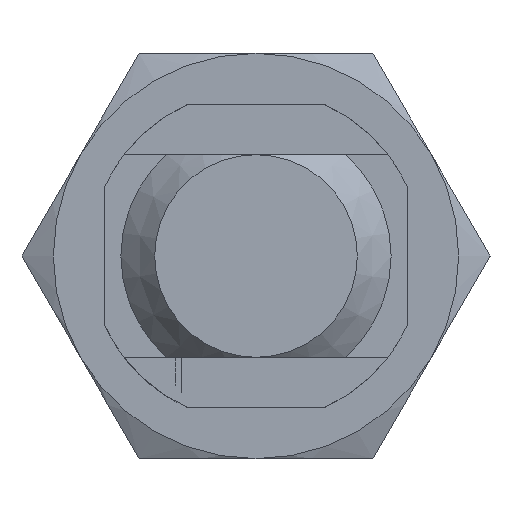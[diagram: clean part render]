
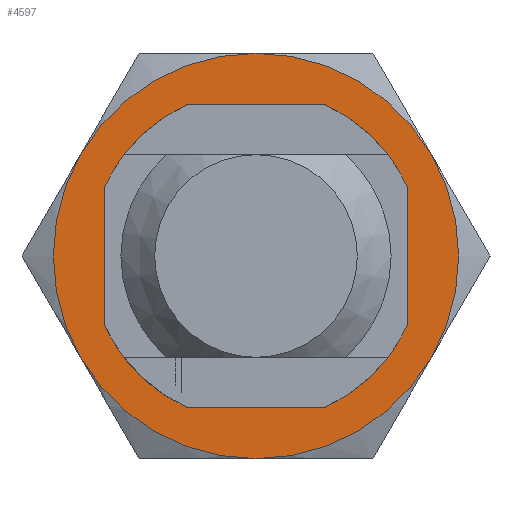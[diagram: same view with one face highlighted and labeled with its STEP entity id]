
A CAD part, left-side view. The second image highlights one B-rep face of the part: STEP entity #4597.
In plain terms, the highlighted planar face has unit normal (-1, 0, 0).
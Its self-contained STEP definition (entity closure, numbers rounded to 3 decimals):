
#4183=CARTESIAN_POINT('',(0.,0.,12.));
#4184=VERTEX_POINT('',#4183);
#4230=CARTESIAN_POINT('',(0.,10.392,6.));
#4231=VERTEX_POINT('',#4230);
#4277=CARTESIAN_POINT('',(0.,-10.392,6.));
#4278=VERTEX_POINT('',#4277);
#4379=CARTESIAN_POINT('',(0.,-0.,-8.));
#4380=VERTEX_POINT('',#4379);
#4387=CARTESIAN_POINT('',(0.,0.,8.));
#4388=VERTEX_POINT('',#4387);
#4389=CARTESIAN_POINT('',(0.,0.,0.));
#4390=DIRECTION('',(1.,0.,-0.));
#4391=DIRECTION('',(0.,0.,1.));
#4392=AXIS2_PLACEMENT_3D('',#4389,#4390,#4391);
#4393=CIRCLE('',#4392,8.);
#4394=EDGE_CURVE('',#4388,#4380,#4393,.T.);
#4501=CARTESIAN_POINT('',(0.,0.,0.));
#4502=DIRECTION('',(1.,0.,-0.));
#4503=DIRECTION('',(-0.,0.,-1.));
#4504=AXIS2_PLACEMENT_3D('',#4501,#4502,#4503);
#4505=CIRCLE('',#4504,12.);
#4506=EDGE_CURVE('',#4184,#4278,#4505,.T.);
#4516=CARTESIAN_POINT('',(0.,0.,0.));
#4517=DIRECTION('',(1.,0.,-0.));
#4518=DIRECTION('',(-0.,0.,-1.));
#4519=AXIS2_PLACEMENT_3D('',#4516,#4517,#4518);
#4520=CIRCLE('',#4519,12.);
#4521=EDGE_CURVE('',#4231,#4184,#4520,.T.);
#4533=CARTESIAN_POINT('',(0.,10.392,-6.));
#4534=VERTEX_POINT('',#4533);
#4535=CARTESIAN_POINT('',(0.,0.,0.));
#4536=DIRECTION('',(1.,0.,-0.));
#4537=DIRECTION('',(-0.,0.,-1.));
#4538=AXIS2_PLACEMENT_3D('',#4535,#4536,#4537);
#4539=CIRCLE('',#4538,12.);
#4540=EDGE_CURVE('',#4534,#4231,#4539,.T.);
#4552=CARTESIAN_POINT('',(0.,0.,0.));
#4553=DIRECTION('',(1.,0.,0.));
#4554=DIRECTION('',(0.,0.,-1.));
#4555=AXIS2_PLACEMENT_3D('',#4552,#4553,#4554);
#4556=PLANE('',#4555);
#4557=ORIENTED_EDGE('',*,*,#4540,.F.);
#4558=CARTESIAN_POINT('',(0.,0.,-12.));
#4559=VERTEX_POINT('',#4558);
#4560=CARTESIAN_POINT('',(0.,0.,0.));
#4561=DIRECTION('',(1.,0.,-0.));
#4562=DIRECTION('',(-0.,0.,-1.));
#4563=AXIS2_PLACEMENT_3D('',#4560,#4561,#4562);
#4564=CIRCLE('',#4563,12.);
#4565=EDGE_CURVE('',#4559,#4534,#4564,.T.);
#4566=ORIENTED_EDGE('',*,*,#4565,.F.);
#4567=CARTESIAN_POINT('',(0.,-10.392,-6.));
#4568=VERTEX_POINT('',#4567);
#4569=CARTESIAN_POINT('',(0.,0.,0.));
#4570=DIRECTION('',(1.,0.,-0.));
#4571=DIRECTION('',(-0.,0.,-1.));
#4572=AXIS2_PLACEMENT_3D('',#4569,#4570,#4571);
#4573=CIRCLE('',#4572,12.);
#4574=EDGE_CURVE('',#4568,#4559,#4573,.T.);
#4575=ORIENTED_EDGE('',*,*,#4574,.F.);
#4576=CARTESIAN_POINT('',(0.,0.,0.));
#4577=DIRECTION('',(1.,0.,-0.));
#4578=DIRECTION('',(-0.,0.,-1.));
#4579=AXIS2_PLACEMENT_3D('',#4576,#4577,#4578);
#4580=CIRCLE('',#4579,12.);
#4581=EDGE_CURVE('',#4278,#4568,#4580,.T.);
#4582=ORIENTED_EDGE('',*,*,#4581,.F.);
#4583=ORIENTED_EDGE('',*,*,#4506,.F.);
#4584=ORIENTED_EDGE('',*,*,#4521,.F.);
#4585=EDGE_LOOP('',(#4557,#4566,#4575,#4582,#4583,#4584));
#4586=FACE_BOUND('',#4585,.T.);
#4587=CARTESIAN_POINT('',(0.,0.,0.));
#4588=DIRECTION('',(1.,0.,-0.));
#4589=DIRECTION('',(0.,0.,1.));
#4590=AXIS2_PLACEMENT_3D('',#4587,#4588,#4589);
#4591=CIRCLE('',#4590,8.);
#4592=EDGE_CURVE('',#4380,#4388,#4591,.T.);
#4593=ORIENTED_EDGE('',*,*,#4592,.T.);
#4594=ORIENTED_EDGE('',*,*,#4394,.T.);
#4595=EDGE_LOOP('',(#4593,#4594));
#4596=FACE_BOUND('',#4595,.T.);
#4597=ADVANCED_FACE('',(#4586,#4596),#4556,.F.);
